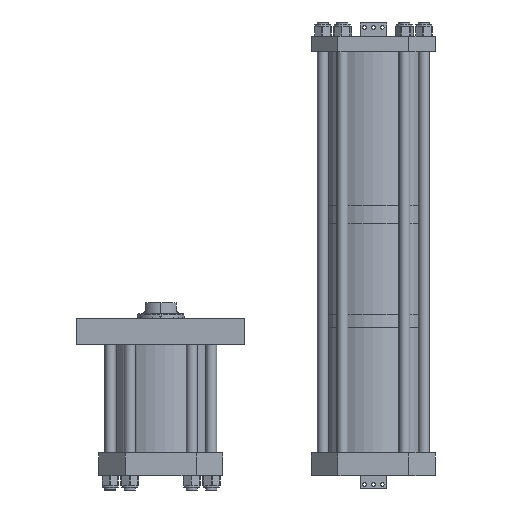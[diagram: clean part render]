
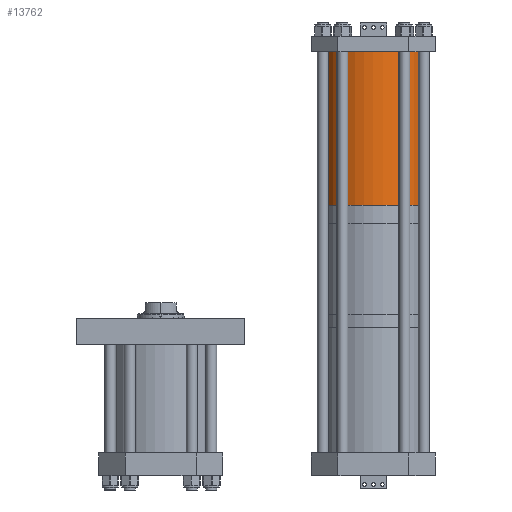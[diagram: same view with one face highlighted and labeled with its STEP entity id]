
A CAD part, front view. The second image highlights one B-rep face of the part: STEP entity #13762.
In plain terms, the highlighted cylindrical face has radius 152.4 mm (diameter 304.8 mm), a partial arc.
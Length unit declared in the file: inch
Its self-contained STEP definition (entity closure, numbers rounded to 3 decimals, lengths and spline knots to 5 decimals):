
#125 = ORIENTED_EDGE ( 'NONE', *, *, #15508, .T. ) ;
#416 = VERTEX_POINT ( 'NONE', #1874 ) ;
#555 = CARTESIAN_POINT ( 'NONE',  ( 6., 0., 17.345 ) ) ;
#567 = LINE ( 'NONE', #555, #7860 ) ;
#1521 = EDGE_CURVE ( 'NONE', #15071, #17441, #16251, .T. ) ;
#1874 = CARTESIAN_POINT ( 'NONE',  ( 6., 0., 0. ) ) ;
#2259 = DIRECTION ( 'NONE',  ( 1., 0., 0. ) ) ;
#2349 = CARTESIAN_POINT ( 'NONE',  ( -6., 0., 17.345 ) ) ;
#2365 = CARTESIAN_POINT ( 'NONE',  ( -6., 0., 17.345 ) ) ;
#2599 = EDGE_LOOP ( 'NONE', ( #11754, #8925, #5965, #125 ) ) ;
#3677 = VERTEX_POINT ( 'NONE', #5646 ) ;
#4080 = AXIS2_PLACEMENT_3D ( 'NONE', #14210, #5203, #14271 ) ;
#5203 = DIRECTION ( 'NONE',  ( 0., 0., -1. ) ) ;
#5646 = CARTESIAN_POINT ( 'NONE',  ( 6., 0., 17.345 ) ) ;
#5808 = CYLINDRICAL_SURFACE ( 'NONE', #4080, 6. ) ;
#5965 = ORIENTED_EDGE ( 'NONE', *, *, #1521, .T. ) ;
#6029 = EDGE_CURVE ( 'NONE', #15071, #3677, #6483, .T. ) ;
#6483 = CIRCLE ( 'NONE', #17009, 6. ) ;
#6711 = DIRECTION ( 'NONE',  ( 0., 0., -1. ) ) ;
#6855 = DIRECTION ( 'NONE',  ( 0., 0., 1. ) ) ;
#6865 = AXIS2_PLACEMENT_3D ( 'NONE', #8376, #6855, #2259 ) ;
#7399 = EDGE_CURVE ( 'NONE', #3677, #416, #567, .T. ) ;
#7860 = VECTOR ( 'NONE', #6711, 39.37008 ) ;
#8376 = CARTESIAN_POINT ( 'NONE',  ( 0., 0., 0. ) ) ;
#8672 = DIRECTION ( 'NONE',  ( 1., 0., 0. ) ) ;
#8925 = ORIENTED_EDGE ( 'NONE', *, *, #6029, .F. ) ;
#9201 = CARTESIAN_POINT ( 'NONE',  ( -6., 0., 0. ) ) ;
#11754 = ORIENTED_EDGE ( 'NONE', *, *, #7399, .F. ) ;
#12623 = DIRECTION ( 'NONE',  ( 0., 0., -1. ) ) ;
#13092 = FACE_OUTER_BOUND ( 'NONE', #2599, .T. ) ;
#13762 = ADVANCED_FACE ( 'NONE', ( #13092 ), #5808, .T. ) ;
#14206 = CIRCLE ( 'NONE', #6865, 6. ) ;
#14210 = CARTESIAN_POINT ( 'NONE',  ( 0., 0., 17.345 ) ) ;
#14271 = DIRECTION ( 'NONE',  ( -1., 0., 0. ) ) ;
#15071 = VERTEX_POINT ( 'NONE', #2349 ) ;
#15508 = EDGE_CURVE ( 'NONE', #17441, #416, #14206, .T. ) ;
#16126 = CARTESIAN_POINT ( 'NONE',  ( 0., 0., 17.345 ) ) ;
#16251 = LINE ( 'NONE', #2365, #17655 ) ;
#17009 = AXIS2_PLACEMENT_3D ( 'NONE', #16126, #17632, #8672 ) ;
#17441 = VERTEX_POINT ( 'NONE', #9201 ) ;
#17632 = DIRECTION ( 'NONE',  ( 0., 0., 1. ) ) ;
#17655 = VECTOR ( 'NONE', #12623, 39.37008 ) ;
